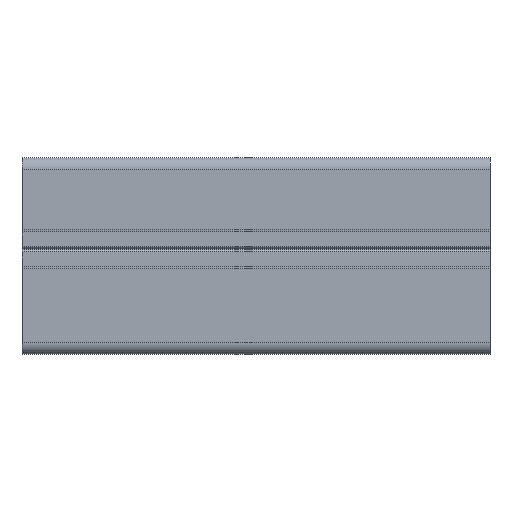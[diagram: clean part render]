
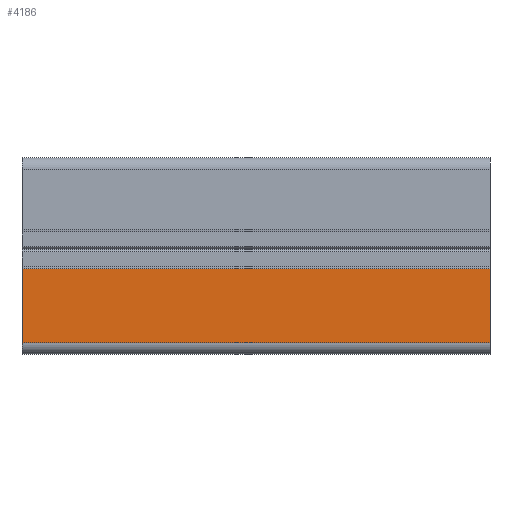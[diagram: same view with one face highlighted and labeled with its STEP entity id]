
A CAD part, front view. The second image highlights one B-rep face of the part: STEP entity #4186.
In plain terms, the highlighted planar face has unit normal (0, -1, 0).
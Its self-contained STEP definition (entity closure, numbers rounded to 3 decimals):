
#38 = PLANE ( 'NONE',  #1277 ) ;
#89 = EDGE_CURVE ( 'NONE', #1998, #127, #2798, .T. ) ;
#109 = ORIENTED_EDGE ( 'NONE', *, *, #2061, .F. ) ;
#127 = VERTEX_POINT ( 'NONE', #4023 ) ;
#317 = DIRECTION ( 'NONE',  ( 0., 0., -1. ) ) ;
#676 = LINE ( 'NONE', #2642, #3119 ) ;
#891 = ORIENTED_EDGE ( 'NONE', *, *, #4701, .T. ) ;
#1102 = CARTESIAN_POINT ( 'NONE',  ( 59.184, 32.398, -4.15 ) ) ;
#1132 = LINE ( 'NONE', #3739, #3174 ) ;
#1208 = CARTESIAN_POINT ( 'NONE',  ( -40.816, 32.398, -20. ) ) ;
#1277 = AXIS2_PLACEMENT_3D ( 'NONE', #2305, #1961, #1554 ) ;
#1412 = FACE_OUTER_BOUND ( 'NONE', #3065, .T. ) ;
#1554 = DIRECTION ( 'NONE',  ( 0., 0., 1. ) ) ;
#1583 = DIRECTION ( 'NONE',  ( -1., 0., 0. ) ) ;
#1586 = DIRECTION ( 'NONE',  ( 0., 0., -1. ) ) ;
#1790 = DIRECTION ( 'NONE',  ( -1., 0., 0. ) ) ;
#1797 = VECTOR ( 'NONE', #1586, 1000. ) ;
#1961 = DIRECTION ( 'NONE',  ( 0., 1., 0. ) ) ;
#1970 = CARTESIAN_POINT ( 'NONE',  ( 59.184, 32.398, -4.15 ) ) ;
#1998 = VERTEX_POINT ( 'NONE', #1102 ) ;
#2061 = EDGE_CURVE ( 'NONE', #127, #3521, #1132, .T. ) ;
#2305 = CARTESIAN_POINT ( 'NONE',  ( 59.184, 32.398, -20. ) ) ;
#2461 = CARTESIAN_POINT ( 'NONE',  ( -40.816, 32.398, -4.15 ) ) ;
#2560 = EDGE_CURVE ( 'NONE', #1998, #2945, #3480, .T. ) ;
#2642 = CARTESIAN_POINT ( 'NONE',  ( -40.816, 32.398, -20. ) ) ;
#2798 = LINE ( 'NONE', #3939, #1797 ) ;
#2945 = VERTEX_POINT ( 'NONE', #2461 ) ;
#3065 = EDGE_LOOP ( 'NONE', ( #891, #109, #4604, #4617 ) ) ;
#3119 = VECTOR ( 'NONE', #317, 1000. ) ;
#3174 = VECTOR ( 'NONE', #1790, 1000. ) ;
#3480 = LINE ( 'NONE', #1970, #4642 ) ;
#3521 = VERTEX_POINT ( 'NONE', #1208 ) ;
#3739 = CARTESIAN_POINT ( 'NONE',  ( 59.184, 32.398, -20. ) ) ;
#3939 = CARTESIAN_POINT ( 'NONE',  ( 59.184, 32.398, -20. ) ) ;
#4023 = CARTESIAN_POINT ( 'NONE',  ( 59.184, 32.398, -20. ) ) ;
#4186 = ADVANCED_FACE ( 'NONE', ( #1412 ), #38, .F. ) ;
#4604 = ORIENTED_EDGE ( 'NONE', *, *, #89, .F. ) ;
#4617 = ORIENTED_EDGE ( 'NONE', *, *, #2560, .T. ) ;
#4642 = VECTOR ( 'NONE', #1583, 1000. ) ;
#4701 = EDGE_CURVE ( 'NONE', #2945, #3521, #676, .T. ) ;
